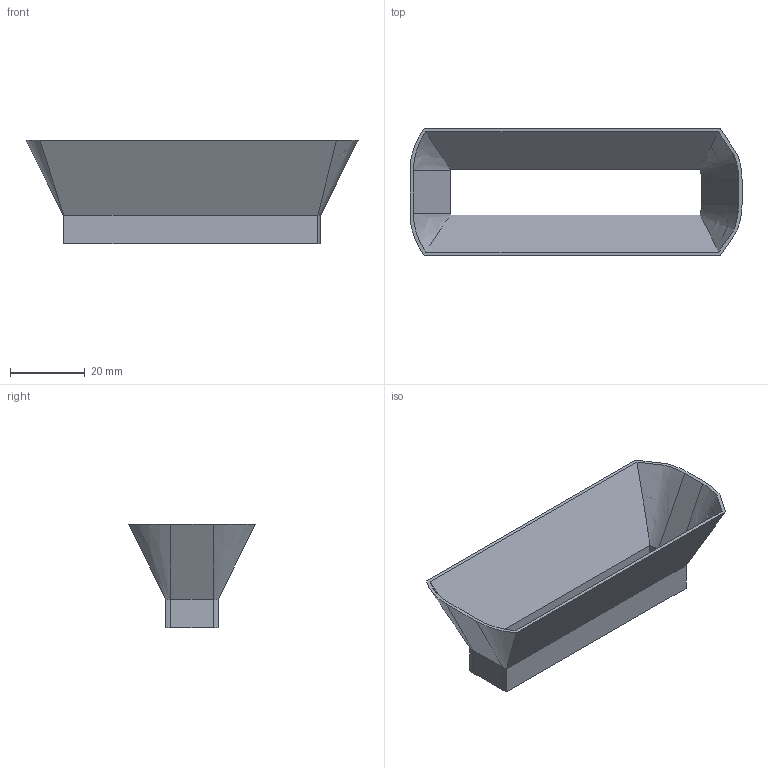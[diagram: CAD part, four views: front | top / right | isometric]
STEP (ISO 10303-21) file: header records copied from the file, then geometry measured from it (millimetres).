
FILE_DESCRIPTION(/* description */ (''),/* implementation_level */ '2;1');
FILE_NAME(/* name */ 'Trichter.stp',/* time_stamp */ '2024-05-11T13:37:27+02:00',/* author */ ('bjoer'),/* organization */ (''),/* preprocessor_version */ 'ST-DEVELOPER v19.2',/* originating_system */ 'Autodesk Inventor 2024',/* authorisation */ '');
FILE_SCHEMA (('AUTOMOTIVE_DESIGN { 1 0 10303 214 3 1 1 }'));
Length unit declared in the file: millimetre
Products named in the file (1): Trichter
Bounding box: 88.6 x 33.88 x 27.5 mm (x, y, z)
Volume: 4494.5 mm3; surface area: 11415.6 mm2
Topology: 1 solids, 1 shells, 34 faces, 82 edges, 50 vertices
Faces by surface type: plane 18, bspline 12, cylinder 4
Entity records: 3709 total; most frequent: CARTESIAN_POINT 2941, ORIENTED_EDGE 164, DIRECTION 120, EDGE_CURVE 82, LINE 50, VECTOR 50, VERTEX_POINT 50, EDGE_LOOP 36
